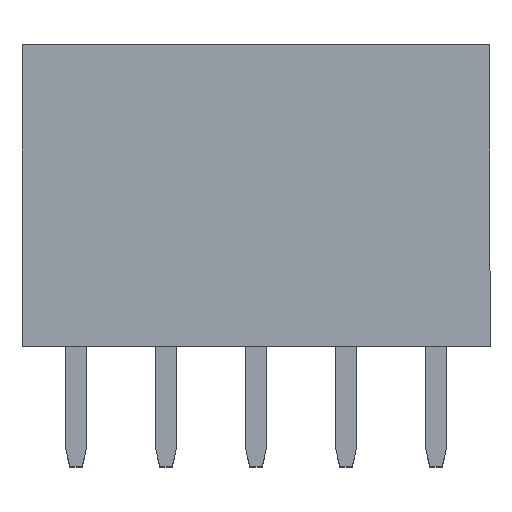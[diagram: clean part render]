
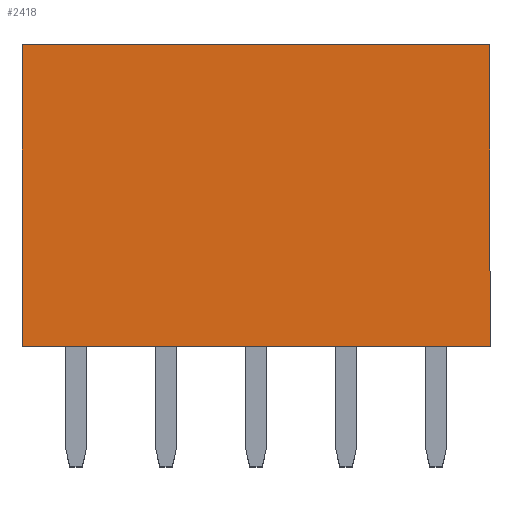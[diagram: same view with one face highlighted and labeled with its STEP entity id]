
A CAD part, top view. The second image highlights one B-rep face of the part: STEP entity #2418.
In plain terms, the highlighted planar face has unit normal (0, 0, 1).
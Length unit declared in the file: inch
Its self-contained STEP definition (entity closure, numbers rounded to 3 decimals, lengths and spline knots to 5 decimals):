
#117 = CARTESIAN_POINT ( 'NONE',  ( -0.26, 0., 0.1 ) ) ;
#204 = DIRECTION ( 'NONE',  ( 1., 0., 0. ) ) ;
#302 = CARTESIAN_POINT ( 'NONE',  ( 0.26, 0.335, 0.1 ) ) ;
#341 = ORIENTED_EDGE ( 'NONE', *, *, #1499, .T. ) ;
#759 = CARTESIAN_POINT ( 'NONE',  ( -0.26, -0.55714, 0.1 ) ) ;
#810 = LINE ( 'NONE', #3996, #2034 ) ;
#872 = CARTESIAN_POINT ( 'NONE',  ( 0.26, 0.335, 0.1 ) ) ;
#884 = EDGE_CURVE ( 'NONE', #3777, #3921, #3696, .T. ) ;
#942 = ORIENTED_EDGE ( 'NONE', *, *, #884, .F. ) ;
#997 = EDGE_LOOP ( 'NONE', ( #341, #2332, #4009, #942 ) ) ;
#1004 = DIRECTION ( 'NONE',  ( 0., 0., 1. ) ) ;
#1053 = CARTESIAN_POINT ( 'NONE',  ( 0.26, 0., 0.1 ) ) ;
#1169 = DIRECTION ( 'NONE',  ( 0., 1., 0. ) ) ;
#1208 = VECTOR ( 'NONE', #2334, 39.37008 ) ;
#1286 = LINE ( 'NONE', #872, #1915 ) ;
#1324 = DIRECTION ( 'NONE',  ( 1., 0., 0. ) ) ;
#1499 = EDGE_CURVE ( 'NONE', #3777, #1921, #810, .T. ) ;
#1915 = VECTOR ( 'NONE', #204, 39.37008 ) ;
#1921 = VERTEX_POINT ( 'NONE', #302 ) ;
#2034 = VECTOR ( 'NONE', #1169, 39.37008 ) ;
#2225 = FACE_OUTER_BOUND ( 'NONE', #997, .T. ) ;
#2332 = ORIENTED_EDGE ( 'NONE', *, *, #3468, .F. ) ;
#2334 = DIRECTION ( 'NONE',  ( -1., 0., 0. ) ) ;
#2418 = ADVANCED_FACE ( 'NONE', ( #2225 ), #2540, .T. ) ;
#2469 = AXIS2_PLACEMENT_3D ( 'NONE', #3507, #1004, #1324 ) ;
#2540 = PLANE ( 'NONE',  #2469 ) ;
#2634 = VERTEX_POINT ( 'NONE', #3056 ) ;
#2882 = VECTOR ( 'NONE', #3248, 39.37008 ) ;
#3056 = CARTESIAN_POINT ( 'NONE',  ( -0.26, 0.335, 0.1 ) ) ;
#3248 = DIRECTION ( 'NONE',  ( 0., 1., 0. ) ) ;
#3258 = CARTESIAN_POINT ( 'NONE',  ( -0.26, 0., 0.1 ) ) ;
#3376 = LINE ( 'NONE', #759, #2882 ) ;
#3468 = EDGE_CURVE ( 'NONE', #2634, #1921, #1286, .T. ) ;
#3507 = CARTESIAN_POINT ( 'NONE',  ( -0.26, -0.55714, 0.1 ) ) ;
#3696 = LINE ( 'NONE', #117, #1208 ) ;
#3777 = VERTEX_POINT ( 'NONE', #1053 ) ;
#3877 = EDGE_CURVE ( 'NONE', #3921, #2634, #3376, .T. ) ;
#3921 = VERTEX_POINT ( 'NONE', #3258 ) ;
#3996 = CARTESIAN_POINT ( 'NONE',  ( 0.26, -0.55714, 0.1 ) ) ;
#4009 = ORIENTED_EDGE ( 'NONE', *, *, #3877, .F. ) ;
